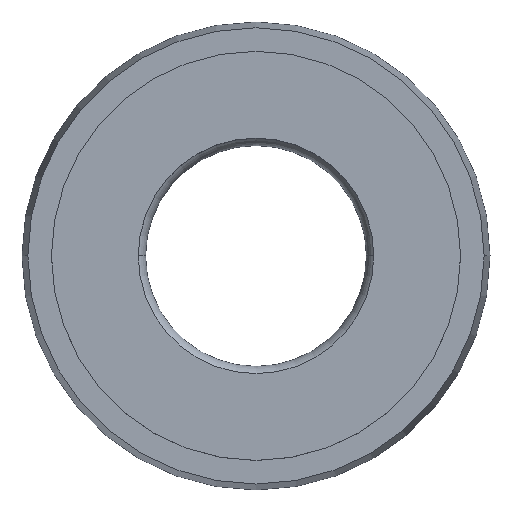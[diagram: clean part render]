
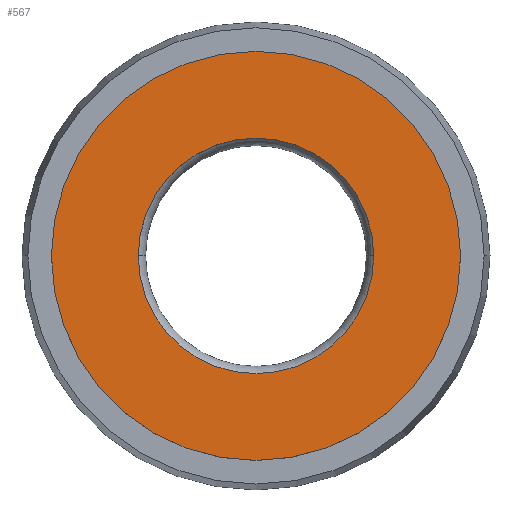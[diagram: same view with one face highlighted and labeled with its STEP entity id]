
A CAD part, top view. The second image highlights one B-rep face of the part: STEP entity #567.
In plain terms, the highlighted planar face has unit normal (0, 0, 1).
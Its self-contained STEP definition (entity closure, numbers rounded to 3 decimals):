
#26 = CARTESIAN_POINT ( 'NONE',  ( 0., 0., 0. ) ) ;
#28 = DIRECTION ( 'NONE',  ( 0., 0., 1. ) ) ;
#33 = CARTESIAN_POINT ( 'NONE',  ( 4., 0., 0. ) ) ;
#38 = DIRECTION ( 'NONE',  ( 0., 0., 1. ) ) ;
#40 = VERTEX_POINT ( 'NONE', #574 ) ;
#49 = ORIENTED_EDGE ( 'NONE', *, *, #128, .T. ) ;
#61 = CIRCLE ( 'NONE', #235, 4. ) ;
#68 = ORIENTED_EDGE ( 'NONE', *, *, #249, .F. ) ;
#80 = EDGE_LOOP ( 'NONE', ( #68, #256 ) ) ;
#89 = EDGE_CURVE ( 'NONE', #519, #212, #117, .T. ) ;
#91 = DIRECTION ( 'NONE',  ( 0., 0., 1. ) ) ;
#101 = CARTESIAN_POINT ( 'NONE',  ( -6.95, 0., 0. ) ) ;
#105 = CARTESIAN_POINT ( 'NONE',  ( 0., 0., 0. ) ) ;
#109 = PLANE ( 'NONE',  #331 ) ;
#117 = CIRCLE ( 'NONE', #472, 4. ) ;
#118 = FACE_OUTER_BOUND ( 'NONE', #622, .T. ) ;
#128 = EDGE_CURVE ( 'NONE', #40, #643, #155, .T. ) ;
#132 = AXIS2_PLACEMENT_3D ( 'NONE', #627, #328, #619 ) ;
#143 = FACE_BOUND ( 'NONE', #80, .T. ) ;
#155 = CIRCLE ( 'NONE', #132, 6.95 ) ;
#161 = DIRECTION ( 'NONE',  ( -1., 0., 0. ) ) ;
#165 = CARTESIAN_POINT ( 'NONE',  ( -4., 0., 0. ) ) ;
#212 = VERTEX_POINT ( 'NONE', #33 ) ;
#233 = DIRECTION ( 'NONE',  ( 1., 0., 0. ) ) ;
#235 = AXIS2_PLACEMENT_3D ( 'NONE', #241, #38, #588 ) ;
#236 = DIRECTION ( 'NONE',  ( 1., 0., 0. ) ) ;
#241 = CARTESIAN_POINT ( 'NONE',  ( 0., 0., 0. ) ) ;
#249 = EDGE_CURVE ( 'NONE', #212, #519, #61, .T. ) ;
#256 = ORIENTED_EDGE ( 'NONE', *, *, #89, .F. ) ;
#262 = EDGE_CURVE ( 'NONE', #643, #40, #576, .T. ) ;
#268 = AXIS2_PLACEMENT_3D ( 'NONE', #442, #91, #236 ) ;
#286 = ORIENTED_EDGE ( 'NONE', *, *, #262, .T. ) ;
#328 = DIRECTION ( 'NONE',  ( 0., 0., 1. ) ) ;
#331 = AXIS2_PLACEMENT_3D ( 'NONE', #105, #611, #161 ) ;
#442 = CARTESIAN_POINT ( 'NONE',  ( 0., 0., 0. ) ) ;
#472 = AXIS2_PLACEMENT_3D ( 'NONE', #26, #28, #233 ) ;
#519 = VERTEX_POINT ( 'NONE', #165 ) ;
#567 = ADVANCED_FACE ( 'NONE', ( #143, #118 ), #109, .F. ) ;
#574 = CARTESIAN_POINT ( 'NONE',  ( 6.95, 0., 0. ) ) ;
#576 = CIRCLE ( 'NONE', #268, 6.95 ) ;
#588 = DIRECTION ( 'NONE',  ( 1., 0., 0. ) ) ;
#611 = DIRECTION ( 'NONE',  ( 0., 0., -1. ) ) ;
#619 = DIRECTION ( 'NONE',  ( 1., 0., 0. ) ) ;
#622 = EDGE_LOOP ( 'NONE', ( #49, #286 ) ) ;
#627 = CARTESIAN_POINT ( 'NONE',  ( 0., 0., 0. ) ) ;
#643 = VERTEX_POINT ( 'NONE', #101 ) ;
